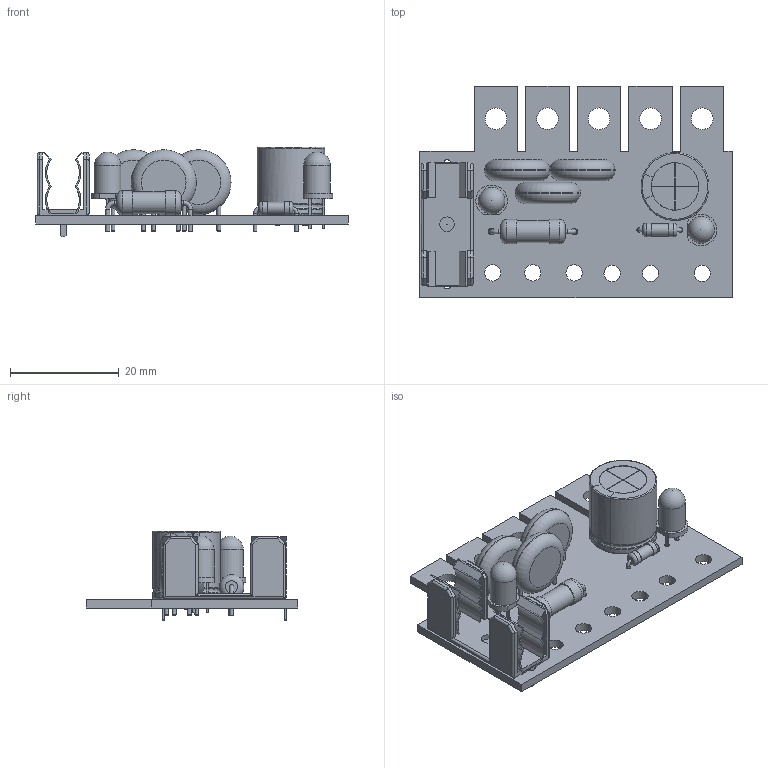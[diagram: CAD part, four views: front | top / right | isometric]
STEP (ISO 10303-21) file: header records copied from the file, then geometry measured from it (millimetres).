
FILE_DESCRIPTION(('KiCad electronic assembly'),'2;1');
FILE_NAME('pcbcpps.step','2022-04-19T19:22:38',('An Author'),( 'A Company'),'Open CASCADE STEP processor 7.3', 'KiCad to STEP converter','Unknown');
FILE_SCHEMA(('AUTOMOTIVE_DESIGN { 1 0 10303 214 1 1 1 1 }'));
Length unit declared in the file: millimetre
Products named in the file (14): Open CASCADE STEP translator 7.3 1; RV_Disc_D12mm_W3.9mm_P7.5mm; SOLID; R_Axial_DIN0207_L6.3mm_D2.5mm_P7.62mm_Horizontal; R_Axial_DIN0414_L11.9mm_D4.5mm_P15.24mm_Horizontal; LED_D5.0mm; CP_Radial_D12.5mm_P5.00mm; Fuseholder_Cylinder-5x20mm_Schurter_0031_8201_Horizontal_Open; COMPOUND
Assembly tree (16 placements, depth 3):
  Open CASCADE STEP translator 7.3 1
    RV_Disc_D12mm_W3.9mm_P7.5mm  x3
      SOLID
    R_Axial_DIN0207_L6.3mm_D2.5mm_P7.62mm_Horizontal
      SOLID
    R_Axial_DIN0414_L11.9mm_D4.5mm_P15.24mm_Horizontal
      SOLID
    LED_D5.0mm  x2
      SOLID
    CP_Radial_D12.5mm_P5.00mm
      SOLID
    Fuseholder_Cylinder-5x20mm_Schurter_0031_8201_Horizontal_Open
      SOLID
    COMPOUND
Bounding box: 57.5 x 39 x 16.5 mm (x, y, z)
Volume: 6803.3 mm3; surface area: 8801.3 mm2
Topology: 10 solids, 11 shells, 325 faces, 797 edges, 517 vertices
Faces by surface type: plane 175, cylinder 113, torus 22, bspline 7, revolution 6, sphere 2
Full cylindrical faces by diameter (mm): 0.002 x1, 0.1 x1, 0.6 x2, 0.72 x6, 0.8 x16, 0.9 x2, 1.2 x4, 1.3 x2, 2.25 x1, 2.5 x2, 2.7 x1, 3 x6, 4 x5, 4.05 x1, 4.5 x2, 4.9 x2, 12 x3
Entity records: 24689 total; most frequent: CARTESIAN_POINT 8108, DIRECTION 2776, LINE 1593, VECTOR 1593, ORIENTED_EDGE 1446, PCURVE 1446, DEFINITIONAL_REPRESENTATION 1446, EDGE_CURVE 723
